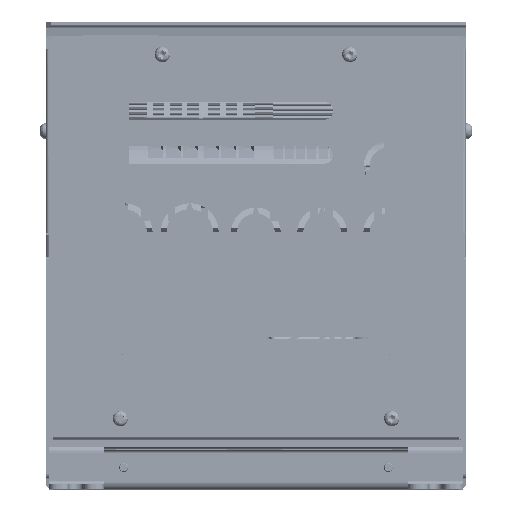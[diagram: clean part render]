
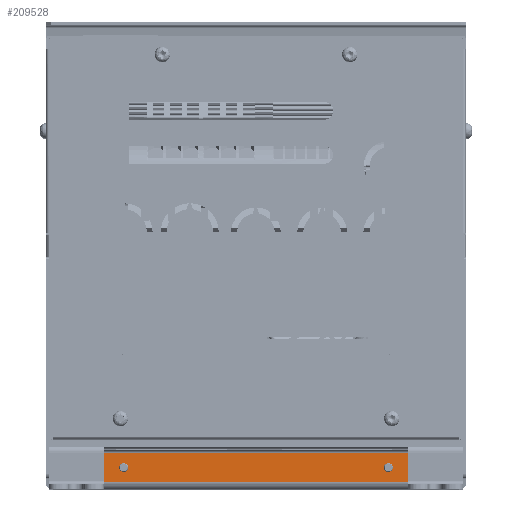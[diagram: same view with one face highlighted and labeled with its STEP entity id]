
A CAD part, top view. The second image highlights one B-rep face of the part: STEP entity #209528.
In plain terms, the highlighted planar face has unit normal (0, 0, 1).
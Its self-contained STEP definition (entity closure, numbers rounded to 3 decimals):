
#6431=FACE_BOUND('',#34547,.T.);
#6432=FACE_BOUND('',#34548,.T.);
#12906=PLANE('',#223481);
#23057=FACE_OUTER_BOUND('',#34546,.T.);
#34546=EDGE_LOOP('',(#182834,#182835,#182836,#182837,#182838,#182839));
#34547=EDGE_LOOP('',(#182840));
#34548=EDGE_LOOP('',(#182841));
#52800=LINE('',#372411,#72933);
#52878=LINE('',#372605,#73011);
#54335=LINE('',#376288,#74468);
#54497=LINE('',#376674,#74630);
#54502=LINE('',#376689,#74635);
#54503=LINE('',#376690,#74636);
#72933=VECTOR('',#265318,2.48);
#73011=VECTOR('',#265438,2.48);
#74468=VECTOR('',#269023,2.48);
#74630=VECTOR('',#269399,10.);
#74635=VECTOR('',#269422,2.48);
#74636=VECTOR('',#269423,10.);
#80932=CIRCLE('',#223482,2.);
#80933=CIRCLE('',#223483,2.);
#97927=VERTEX_POINT('',#372408);
#97928=VERTEX_POINT('',#372410);
#98022=VERTEX_POINT('',#372602);
#98023=VERTEX_POINT('',#372604);
#99185=VERTEX_POINT('',#376286);
#99302=VERTEX_POINT('',#376672);
#99304=VERTEX_POINT('',#376691);
#99305=VERTEX_POINT('',#376693);
#125438=EDGE_CURVE('',#97928,#97927,#52800,.T.);
#125535=EDGE_CURVE('',#98022,#98023,#52878,.T.);
#127406=EDGE_CURVE('',#99185,#98022,#54335,.T.);
#127601=EDGE_CURVE('',#99185,#99302,#54497,.T.);
#127609=EDGE_CURVE('',#99302,#97928,#54502,.T.);
#127610=EDGE_CURVE('',#97927,#98023,#54503,.T.);
#127611=EDGE_CURVE('',#99304,#99304,#80932,.T.);
#127612=EDGE_CURVE('',#99305,#99305,#80933,.T.);
#182834=ORIENTED_EDGE('',*,*,#127601,.T.);
#182835=ORIENTED_EDGE('',*,*,#127609,.T.);
#182836=ORIENTED_EDGE('',*,*,#125438,.T.);
#182837=ORIENTED_EDGE('',*,*,#127610,.T.);
#182838=ORIENTED_EDGE('',*,*,#125535,.F.);
#182839=ORIENTED_EDGE('',*,*,#127406,.F.);
#182840=ORIENTED_EDGE('',*,*,#127611,.T.);
#182841=ORIENTED_EDGE('',*,*,#127612,.T.);
#209528=ADVANCED_FACE('',(#23057,#6431,#6432),#12906,.F.);
#223481=AXIS2_PLACEMENT_3D('',#376688,#269420,#269421);
#223482=AXIS2_PLACEMENT_3D('',#376692,#269424,#269425);
#223483=AXIS2_PLACEMENT_3D('',#376694,#269426,#269427);
#265318=DIRECTION('',(0.,1.,0.));
#265438=DIRECTION('',(0.,1.,0.));
#269023=DIRECTION('',(0.,1.,0.));
#269399=DIRECTION('',(1.,0.,0.));
#269420=DIRECTION('center_axis',(0.,0.,
-1.));
#269421=DIRECTION('ref_axis',(0.,1.,0.));
#269422=DIRECTION('',(0.,1.,0.));
#269423=DIRECTION('',(-1.,0.,0.));
#269424=DIRECTION('center_axis',(0.,0.,
-1.));
#269425=DIRECTION('ref_axis',(0.962,-0.273,0.));
#269426=DIRECTION('center_axis',(0.,0.,
-1.));
#269427=DIRECTION('ref_axis',(0.962,-0.273,0.));
#372408=CARTESIAN_POINT('',(189.,16.4,-268.));
#372410=CARTESIAN_POINT('',(189.,4.8,-268.));
#372411=CARTESIAN_POINT('',(189.,24.191,-268.));
#372602=CARTESIAN_POINT('',(1.,4.8,-268.));
#372604=CARTESIAN_POINT('',(1.,16.4,-268.));
#372605=CARTESIAN_POINT('',(1.,24.191,-268.));
#376286=CARTESIAN_POINT('',(1.,3.6,-268.));
#376288=CARTESIAN_POINT('',(1.,24.191,-268.));
#376672=CARTESIAN_POINT('',(189.,3.6,-268.));
#376674=CARTESIAN_POINT('',(48.,3.6,-268.));
#376688=CARTESIAN_POINT('Origin',(95.,10.148,-268.));
#376689=CARTESIAN_POINT('',(189.,24.191,-268.));
#376690=CARTESIAN_POINT('',(95.,16.4,-268.));
#376691=CARTESIAN_POINT('',(33.076,10.547,-268.));
#376692=CARTESIAN_POINT('Origin',(35.,10.,-268.));
#376693=CARTESIAN_POINT('',(153.076,10.547,-268.));
#376694=CARTESIAN_POINT('Origin',(155.,10.,-268.));
